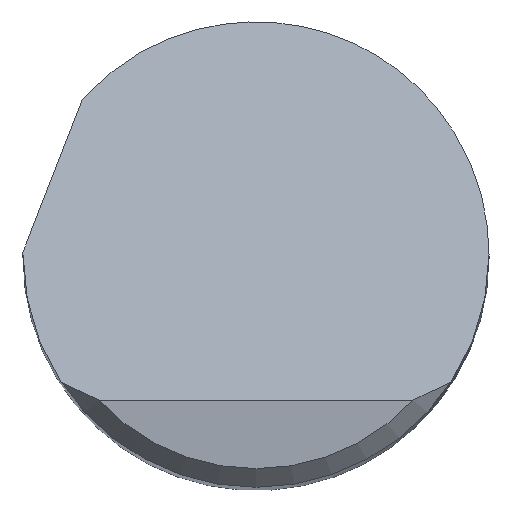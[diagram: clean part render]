
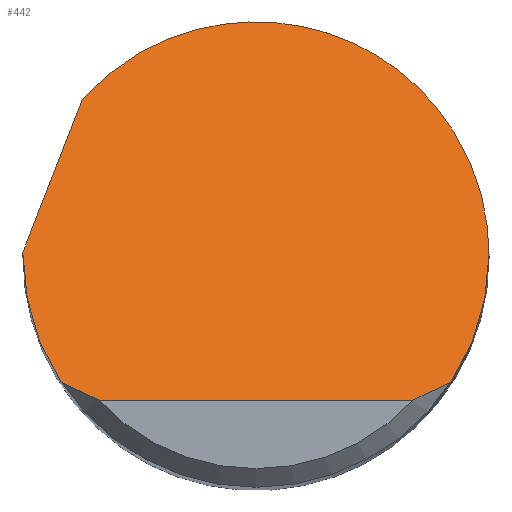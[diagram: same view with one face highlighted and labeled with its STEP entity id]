
A CAD part, top view. The second image highlights one B-rep face of the part: STEP entity #442.
In plain terms, the highlighted planar face has unit normal (0, 0.707, 0.707).
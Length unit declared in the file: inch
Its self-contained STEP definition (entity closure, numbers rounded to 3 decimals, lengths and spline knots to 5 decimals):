
#3 = CARTESIAN_POINT ( 'NONE',  ( -0.13971, 0.12505, 1.75745 ) ) ;
#7 = EDGE_CURVE ( 'NONE', #446, #541, #27, .T. ) ;
#27 =( BOUNDED_CURVE ( )  B_SPLINE_CURVE ( 3, ( #521, #652, #247, #291 ),
 .UNSPECIFIED., .F., .F. ) 
 B_SPLINE_CURVE_WITH_KNOTS ( ( 4, 4 ),
 ( 1.5708, 2.14917 ),
 .UNSPECIFIED. ) 
 CURVE ( )  GEOMETRIC_REPRESENTATION_ITEM ( )  RATIONAL_B_SPLINE_CURVE ( ( 1., 0.972, 0.972, 1. ) ) 
 REPRESENTATION_ITEM ( '' )  );
#59 = FACE_OUTER_BOUND ( 'NONE', #624, .T. ) ;
#152 = ORIENTED_EDGE ( 'NONE', *, *, #741, .F. ) ;
#153 = EDGE_CURVE ( 'NONE', #558, #459, #294, .T. ) ;
#162 = CARTESIAN_POINT ( 'NONE',  ( -0.1875, 0.00067, 1.88183 ) ) ;
#167 = CARTESIAN_POINT ( 'NONE',  ( 0.157, -0.1025, 1.985 ) ) ;
#174 = ORIENTED_EDGE ( 'NONE', *, *, #613, .F. ) ;
#185 = B_SPLINE_CURVE_WITH_KNOTS ( 'NONE', 3,
 ( #782, #585, #454, #208 ),
 .UNSPECIFIED., .F., .F.,
 ( 4, 4 ),
 ( 0., 0.00095 ),
 .UNSPECIFIED. ) ;
#190 = DIRECTION ( 'NONE',  ( 0., -0.707, -0.707 ) ) ;
#207 = EDGE_CURVE ( 'NONE', #701, #541, #762, .T. ) ;
#208 = CARTESIAN_POINT ( 'NONE',  ( -0.12629, -0.1175, 2. ) ) ;
#217 = CARTESIAN_POINT ( 'NONE',  ( -0.1875, -0.1175, 2. ) ) ;
#236 = ORIENTED_EDGE ( 'NONE', *, *, #821, .T. ) ;
#241 = CARTESIAN_POINT ( 'NONE',  ( 0., -0.1175, 2. ) ) ;
#247 = CARTESIAN_POINT ( 'NONE',  ( 0.17704, -0.0718, 1.9543 ) ) ;
#276 = VERTEX_POINT ( 'NONE', #751 ) ;
#280 = CARTESIAN_POINT ( 'NONE',  ( 0.12629, -0.1175, 2. ) ) ;
#289 = VERTEX_POINT ( 'NONE', #684 ) ;
#291 = CARTESIAN_POINT ( 'NONE',  ( 0.157, -0.1025, 1.985 ) ) ;
#294 = LINE ( 'NONE', #476, #374 ) ;
#297 = ORIENTED_EDGE ( 'NONE', *, *, #7, .F. ) ;
#307 = LINE ( 'NONE', #241, #601 ) ;
#309 = EDGE_CURVE ( 'NONE', #289, #701, #307, .T. ) ;
#320 = CARTESIAN_POINT ( 'NONE',  ( -0.157, -0.1025, 1.985 ) ) ;
#344 =( BOUNDED_CURVE ( )  B_SPLINE_CURVE ( 3, ( #3, #644, #710, #471 ),
 .UNSPECIFIED., .F., .F. ) 
 B_SPLINE_CURVE_WITH_KNOTS ( ( 4, 4 ),
 ( 5.44247, 7.85398 ),
 .UNSPECIFIED. ) 
 CURVE ( )  GEOMETRIC_REPRESENTATION_ITEM ( )  RATIONAL_B_SPLINE_CURVE ( ( 1., 0.571, 0.571, 1. ) ) 
 REPRESENTATION_ITEM ( '' )  );
#349 = CARTESIAN_POINT ( 'NONE',  ( 0.157, -0.1025, 1.985 ) ) ;
#362 = ORIENTED_EDGE ( 'NONE', *, *, #780, .F. ) ;
#367 = DIRECTION ( 'NONE',  ( 1., 0., 0. ) ) ;
#374 = VECTOR ( 'NONE', #677, 39.37008 ) ;
#412 = DIRECTION ( 'NONE',  ( 0., 0.707, -0.707 ) ) ;
#427 = ORIENTED_EDGE ( 'NONE', *, *, #207, .T. ) ;
#442 = ADVANCED_FACE ( 'NONE', ( #59 ), #783, .F. ) ;
#446 = VERTEX_POINT ( 'NONE', #715 ) ;
#451 = CARTESIAN_POINT ( 'NONE',  ( -0.1875, 0., 1.8825 ) ) ;
#454 = CARTESIAN_POINT ( 'NONE',  ( -0.1369, -0.11288, 1.99538 ) ) ;
#459 = VERTEX_POINT ( 'NONE', #725 ) ;
#471 = CARTESIAN_POINT ( 'NONE',  ( 0.1875, 0., 1.8825 ) ) ;
#476 = CARTESIAN_POINT ( 'NONE',  ( -0.23064, -0.10912, 1.99162 ) ) ;
#482 = CARTESIAN_POINT ( 'NONE',  ( -0.1875, 0., 1.8825 ) ) ;
#510 = CARTESIAN_POINT ( 'NONE',  ( -0.1875, -0.03666, 1.91916 ) ) ;
#511 = AXIS2_PLACEMENT_3D ( 'NONE', #217, #190, #412 ) ;
#521 = CARTESIAN_POINT ( 'NONE',  ( 0.1875, 0., 1.8825 ) ) ;
#541 = VERTEX_POINT ( 'NONE', #167 ) ;
#548 = CARTESIAN_POINT ( 'NONE',  ( -0.1875, 0.00133, 1.88117 ) ) ;
#558 = VERTEX_POINT ( 'NONE', #608 ) ;
#585 = CARTESIAN_POINT ( 'NONE',  ( -0.14711, -0.10785, 1.99035 ) ) ;
#597 = CARTESIAN_POINT ( 'NONE',  ( 0.14711, -0.10785, 1.99035 ) ) ;
#601 = VECTOR ( 'NONE', #367, 39.37008 ) ;
#608 = CARTESIAN_POINT ( 'NONE',  ( -0.18749, 0.002, 1.8805 ) ) ;
#613 = EDGE_CURVE ( 'NONE', #276, #558, #811, .T. ) ;
#624 = EDGE_LOOP ( 'NONE', ( #630, #427, #297, #362, #712, #174, #152, #236 ) ) ;
#630 = ORIENTED_EDGE ( 'NONE', *, *, #309, .T. ) ;
#644 = CARTESIAN_POINT ( 'NONE',  ( -0.00341, 0.27733, 1.60517 ) ) ;
#652 = CARTESIAN_POINT ( 'NONE',  ( 0.1875, -0.03666, 1.91916 ) ) ;
#677 = DIRECTION ( 'NONE',  ( 0.265, 0.682, -0.682 ) ) ;
#682 = CARTESIAN_POINT ( 'NONE',  ( -0.18749, 0.002, 1.8805 ) ) ;
#684 = CARTESIAN_POINT ( 'NONE',  ( -0.12629, -0.1175, 2. ) ) ;
#696 = VERTEX_POINT ( 'NONE', #771 ) ;
#701 = VERTEX_POINT ( 'NONE', #820 ) ;
#710 = CARTESIAN_POINT ( 'NONE',  ( 0.1875, 0.20437, 1.67813 ) ) ;
#712 = ORIENTED_EDGE ( 'NONE', *, *, #153, .F. ) ;
#715 = CARTESIAN_POINT ( 'NONE',  ( 0.1875, 0., 1.8825 ) ) ;
#725 = CARTESIAN_POINT ( 'NONE',  ( -0.13971, 0.12505, 1.75745 ) ) ;
#741 = EDGE_CURVE ( 'NONE', #696, #276, #747, .T. ) ;
#747 =( BOUNDED_CURVE ( )  B_SPLINE_CURVE ( 3, ( #320, #761, #510, #451 ),
 .UNSPECIFIED., .F., .T. ) 
 B_SPLINE_CURVE_WITH_KNOTS ( ( 4, 4 ),
 ( 4.13401, 4.71239 ),
 .UNSPECIFIED. ) 
 CURVE ( )  GEOMETRIC_REPRESENTATION_ITEM ( )  RATIONAL_B_SPLINE_CURVE ( ( 1., 0.972, 0.972, 1. ) ) 
 REPRESENTATION_ITEM ( '' )  );
#751 = CARTESIAN_POINT ( 'NONE',  ( -0.1875, 0., 1.8825 ) ) ;
#761 = CARTESIAN_POINT ( 'NONE',  ( -0.17704, -0.0718, 1.9543 ) ) ;
#762 = B_SPLINE_CURVE_WITH_KNOTS ( 'NONE', 3,
 ( #280, #789, #597, #349 ),
 .UNSPECIFIED., .F., .F.,
 ( 4, 4 ),
 ( 0., 0.00095 ),
 .UNSPECIFIED. ) ;
#771 = CARTESIAN_POINT ( 'NONE',  ( -0.157, -0.1025, 1.985 ) ) ;
#780 = EDGE_CURVE ( 'NONE', #459, #446, #344, .T. ) ;
#782 = CARTESIAN_POINT ( 'NONE',  ( -0.157, -0.1025, 1.985 ) ) ;
#783 = PLANE ( 'NONE',  #511 ) ;
#789 = CARTESIAN_POINT ( 'NONE',  ( 0.1369, -0.11288, 1.99538 ) ) ;
#811 =( BOUNDED_CURVE ( )  B_SPLINE_CURVE ( 3, ( #482, #162, #548, #682 ),
 .UNSPECIFIED., .F., .F. ) 
 B_SPLINE_CURVE_WITH_KNOTS ( ( 4, 4 ),
 ( 4.71239, 4.72306 ),
 .UNSPECIFIED. ) 
 CURVE ( )  GEOMETRIC_REPRESENTATION_ITEM ( )  RATIONAL_B_SPLINE_CURVE ( ( 1., 1., 1., 1. ) ) 
 REPRESENTATION_ITEM ( '' )  );
#820 = CARTESIAN_POINT ( 'NONE',  ( 0.12629, -0.1175, 2. ) ) ;
#821 = EDGE_CURVE ( 'NONE', #696, #289, #185, .T. ) ;
